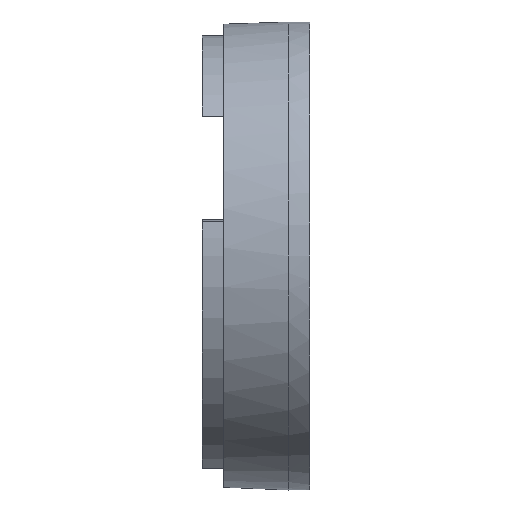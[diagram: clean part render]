
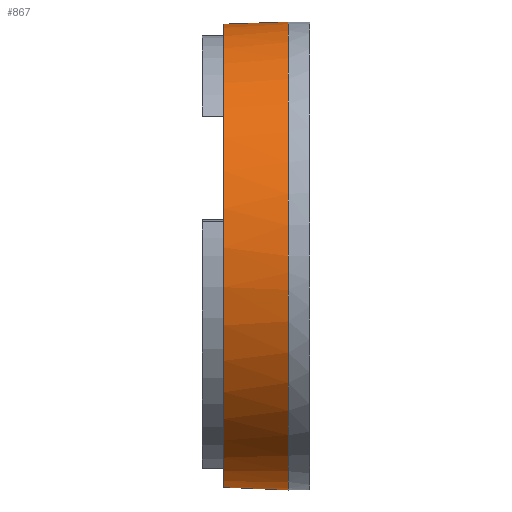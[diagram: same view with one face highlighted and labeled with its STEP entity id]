
A CAD part, left-side view. The second image highlights one B-rep face of the part: STEP entity #867.
In plain terms, the highlighted free-form (B-spline) face has degree [2, 1] with [9, 2] control points.
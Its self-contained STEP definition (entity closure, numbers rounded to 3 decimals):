
#523 = EDGE_CURVE('',#524,#524,#526,.T.);
#524 = VERTEX_POINT('',#525);
#525 = CARTESIAN_POINT('',(58.331,21.604,0.));
#526 = ( BOUNDED_CURVE() B_SPLINE_CURVE(2,(#527,#528,#529,#530,#531,#532
,#533),.UNSPECIFIED.,.T.,.F.) B_SPLINE_CURVE_WITH_KNOTS((1,2,2,2,2,1),(
    -2.094,0.,2.094,4.189,6.283,
8.378),.UNSPECIFIED.) CURVE() GEOMETRIC_REPRESENTATION_ITEM() 
RATIONAL_B_SPLINE_CURVE((1.,0.5,1.,0.5,1.,0.5,1.)) REPRESENTATION_ITEM(
  '') );
#527 = CARTESIAN_POINT('',(58.331,21.604,0.));
#528 = CARTESIAN_POINT('',(58.331,21.604,
    101.032));
#529 = CARTESIAN_POINT('',(-29.165,21.604,
    50.516));
#530 = CARTESIAN_POINT('',(-116.662,21.604,
    0.));
#531 = CARTESIAN_POINT('',(-29.165,21.604,
    -50.516));
#532 = CARTESIAN_POINT('',(58.331,21.604,
    -101.032));
#533 = CARTESIAN_POINT('',(58.331,21.604,0.));
#867 = ADVANCED_FACE('',(#868),#897,.T.);
#868 = FACE_BOUND('',#869,.T.);
#869 = EDGE_LOOP('',(#870,#871,#878,#888,#896));
#870 = ORIENTED_EDGE('',*,*,#523,.T.);
#871 = ORIENTED_EDGE('',*,*,#872,.T.);
#872 = EDGE_CURVE('',#524,#873,#875,.T.);
#873 = VERTEX_POINT('',#874);
#874 = CARTESIAN_POINT('',(58.871,5.401,
    0.));
#875 = B_SPLINE_CURVE_WITH_KNOTS('',1,(#876,#877),.UNSPECIFIED.,.F.,.F.,
  (2,2),(-19.061,0.),.PIECEWISE_BEZIER_KNOTS.);
#876 = CARTESIAN_POINT('',(58.331,21.604,
    0.));
#877 = CARTESIAN_POINT('',(58.871,5.401,
    0.));
#878 = ORIENTED_EDGE('',*,*,#879,.T.);
#879 = EDGE_CURVE('',#873,#880,#882,.T.);
#880 = VERTEX_POINT('',#881);
#881 = CARTESIAN_POINT('',(-58.871,5.401,
    0.));
#882 = ( BOUNDED_CURVE() B_SPLINE_CURVE(2,(#883,#884,#885,#886,#887),
.UNSPECIFIED.,.F.,.F.) B_SPLINE_CURVE_WITH_KNOTS((3,2,3),(0.,
1.571,3.142),.PIECEWISE_BEZIER_KNOTS.) CURVE() 
GEOMETRIC_REPRESENTATION_ITEM() RATIONAL_B_SPLINE_CURVE((1.,
0.707,1.,0.707,1.)) REPRESENTATION_ITEM('') );
#883 = CARTESIAN_POINT('',(58.871,5.401,0.));
#884 = CARTESIAN_POINT('',(58.871,5.401,
    -58.871));
#885 = CARTESIAN_POINT('',(0.,5.401,
    -58.871));
#886 = CARTESIAN_POINT('',(-58.871,5.401,
    -58.871));
#887 = CARTESIAN_POINT('',(-58.871,5.401,
    0.));
#888 = ORIENTED_EDGE('',*,*,#889,.T.);
#889 = EDGE_CURVE('',#880,#873,#890,.T.);
#890 = ( BOUNDED_CURVE() B_SPLINE_CURVE(2,(#891,#892,#893,#894,#895),
.UNSPECIFIED.,.F.,.F.) B_SPLINE_CURVE_WITH_KNOTS((3,2,3),(3.142,
4.712,6.283),.PIECEWISE_BEZIER_KNOTS.) CURVE() 
GEOMETRIC_REPRESENTATION_ITEM() RATIONAL_B_SPLINE_CURVE((1.,
0.707,1.,0.707,1.)) REPRESENTATION_ITEM('') );
#891 = CARTESIAN_POINT('',(-58.871,5.401,
    0.));
#892 = CARTESIAN_POINT('',(-58.871,5.401,
    58.871));
#893 = CARTESIAN_POINT('',(0.,5.401,
    58.871));
#894 = CARTESIAN_POINT('',(58.871,5.401,
    58.871));
#895 = CARTESIAN_POINT('',(58.871,5.401,
    0.));
#896 = ORIENTED_EDGE('',*,*,#872,.F.);
#897 = ( BOUNDED_SURFACE() B_SPLINE_SURFACE(2,1,(
    (#898,#899)
    ,(#900,#901)
    ,(#902,#903)
    ,(#904,#905)
    ,(#906,#907)
    ,(#908,#909)
    ,(#910,#911)
    ,(#912,#913)
,(#914,#915
    )),.UNSPECIFIED.,.T.,.F.,.F.) B_SPLINE_SURFACE_WITH_KNOTS((3,2,2,2,3
    ),(2,2),(-3.142,-2.094,0.,2.094,
    3.142),(-19.061,0.),.UNSPECIFIED.) 
GEOMETRIC_REPRESENTATION_ITEM() RATIONAL_B_SPLINE_SURFACE((
    (0.75,0.75)
    ,(0.75,0.75)
    ,(1.,1.)
    ,(0.5,0.5)
    ,(1.,1.)
    ,(0.5,0.5)
    ,(1.,1.)
    ,(0.75,0.75)
,(0.75,0.75))) REPRESENTATION_ITEM('') SURFACE() );
#898 = CARTESIAN_POINT('',(58.331,21.604,
    0.));
#899 = CARTESIAN_POINT('',(58.871,5.401,
    0.));
#900 = CARTESIAN_POINT('',(58.331,21.604,
    33.677));
#901 = CARTESIAN_POINT('',(58.871,5.401,
    33.989));
#902 = CARTESIAN_POINT('',(29.165,21.604,
    50.516));
#903 = CARTESIAN_POINT('',(29.436,5.401,
    50.984));
#904 = CARTESIAN_POINT('',(-58.331,21.604,
    101.032));
#905 = CARTESIAN_POINT('',(-58.871,5.401,
    101.968));
#906 = CARTESIAN_POINT('',(-58.331,21.604,0.));
#907 = CARTESIAN_POINT('',(-58.871,5.401,0.));
#908 = CARTESIAN_POINT('',(-58.331,21.604,
    -101.032));
#909 = CARTESIAN_POINT('',(-58.871,5.401,
    -101.968));
#910 = CARTESIAN_POINT('',(29.165,21.604,
    -50.516));
#911 = CARTESIAN_POINT('',(29.436,5.401,
    -50.984));
#912 = CARTESIAN_POINT('',(58.331,21.604,
    -33.677));
#913 = CARTESIAN_POINT('',(58.871,5.401,
    -33.989));
#914 = CARTESIAN_POINT('',(58.331,21.604,
    0.));
#915 = CARTESIAN_POINT('',(58.871,5.401,
    0.));
